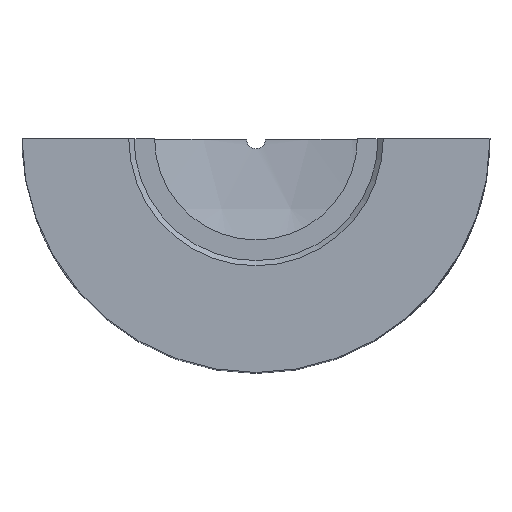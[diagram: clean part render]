
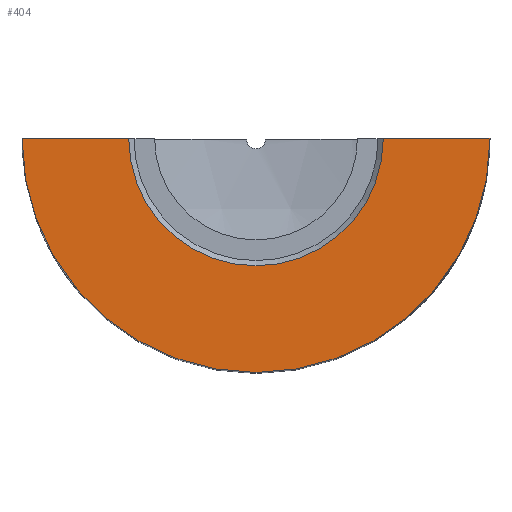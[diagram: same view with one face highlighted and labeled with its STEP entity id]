
A CAD part, top view. The second image highlights one B-rep face of the part: STEP entity #404.
In plain terms, the highlighted planar face has unit normal (0, 0, 1).
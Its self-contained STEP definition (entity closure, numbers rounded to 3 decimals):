
#4 = AXIS2_PLACEMENT_3D ( 'NONE', #593, #2001, #410 ) ;
#27 = CARTESIAN_POINT ( 'NONE',  ( 13.6, 0., 65. ) ) ;
#255 = ORIENTED_EDGE ( 'NONE', *, *, #1838, .T. ) ;
#264 = DIRECTION ( 'NONE',  ( 0., 0., -1. ) ) ;
#325 = CARTESIAN_POINT ( 'NONE',  ( 25., 0., 65. ) ) ;
#368 = LINE ( 'NONE', #1308, #1560 ) ;
#404 = ADVANCED_FACE ( 'NONE', ( #960 ), #638, .T. ) ;
#410 = DIRECTION ( 'NONE',  ( 1., 0., 0. ) ) ;
#503 = AXIS2_PLACEMENT_3D ( 'NONE', #2002, #264, #1400 ) ;
#540 = EDGE_LOOP ( 'NONE', ( #255, #1470, #1796, #1492 ) ) ;
#593 = CARTESIAN_POINT ( 'NONE',  ( 0., 0., 65. ) ) ;
#619 = CARTESIAN_POINT ( 'NONE',  ( -25., 0., 65. ) ) ;
#621 = EDGE_CURVE ( 'NONE', #1505, #1592, #1931, .T. ) ;
#638 = PLANE ( 'NONE',  #1792 ) ;
#766 = CARTESIAN_POINT ( 'NONE',  ( -25., 0., 65. ) ) ;
#910 = CARTESIAN_POINT ( 'NONE',  ( -13.6, 0., 65. ) ) ;
#960 = FACE_OUTER_BOUND ( 'NONE', #540, .T. ) ;
#995 = EDGE_CURVE ( 'NONE', #1505, #1604, #1621, .T. ) ;
#1113 = VECTOR ( 'NONE', #1267, 1000. ) ;
#1267 = DIRECTION ( 'NONE',  ( 1., 0., 0. ) ) ;
#1282 = CARTESIAN_POINT ( 'NONE',  ( 0., 0., 65. ) ) ;
#1308 = CARTESIAN_POINT ( 'NONE',  ( -25., 0., 65. ) ) ;
#1400 = DIRECTION ( 'NONE',  ( -1., 0., 0. ) ) ;
#1470 = ORIENTED_EDGE ( 'NONE', *, *, #621, .F. ) ;
#1492 = ORIENTED_EDGE ( 'NONE', *, *, #1964, .F. ) ;
#1493 = DIRECTION ( 'NONE',  ( 1., 0., 0. ) ) ;
#1505 = VERTEX_POINT ( 'NONE', #766 ) ;
#1560 = VECTOR ( 'NONE', #1493, 1000. ) ;
#1592 = VERTEX_POINT ( 'NONE', #910 ) ;
#1604 = VERTEX_POINT ( 'NONE', #325 ) ;
#1621 = CIRCLE ( 'NONE', #4, 25. ) ;
#1683 = VERTEX_POINT ( 'NONE', #27 ) ;
#1765 = DIRECTION ( 'NONE',  ( 0., 0., 1. ) ) ;
#1792 = AXIS2_PLACEMENT_3D ( 'NONE', #1282, #1765, #1968 ) ;
#1796 = ORIENTED_EDGE ( 'NONE', *, *, #995, .T. ) ;
#1838 = EDGE_CURVE ( 'NONE', #1683, #1592, #1924, .T. ) ;
#1924 = CIRCLE ( 'NONE', #503, 13.6 ) ;
#1931 = LINE ( 'NONE', #619, #1113 ) ;
#1964 = EDGE_CURVE ( 'NONE', #1683, #1604, #368, .T. ) ;
#1968 = DIRECTION ( 'NONE',  ( 1., 0., 0. ) ) ;
#2001 = DIRECTION ( 'NONE',  ( 0., 0., 1. ) ) ;
#2002 = CARTESIAN_POINT ( 'NONE',  ( 0., 0., 65. ) ) ;
